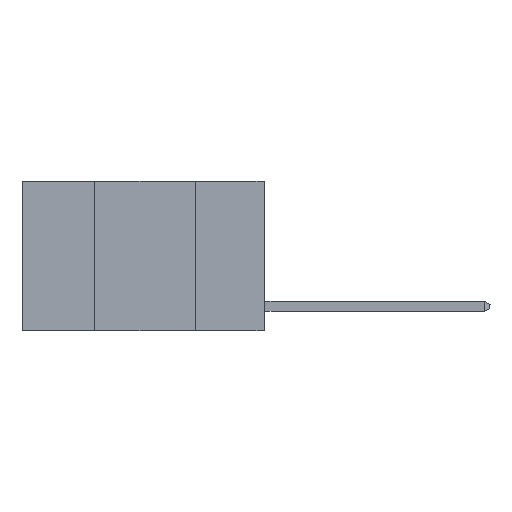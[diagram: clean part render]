
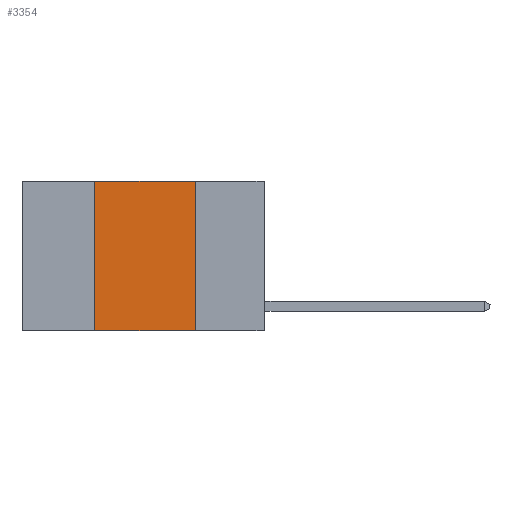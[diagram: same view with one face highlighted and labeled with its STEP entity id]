
A CAD part, left-side view. The second image highlights one B-rep face of the part: STEP entity #3354.
In plain terms, the highlighted planar face has unit normal (-1, 0, 0).
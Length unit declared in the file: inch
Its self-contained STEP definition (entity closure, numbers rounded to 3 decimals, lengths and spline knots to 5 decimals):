
#194 = CARTESIAN_POINT ( 'NONE',  ( 0., 0.17, 0. ) ) ;
#428 = CARTESIAN_POINT ( 'NONE',  ( 0., 0.17, -0.37 ) ) ;
#548 = ORIENTED_EDGE ( 'NONE', *, *, #1740, .F. ) ;
#596 = VERTEX_POINT ( 'NONE', #428 ) ;
#1069 = EDGE_CURVE ( 'NONE', #11025, #596, #3887, .T. ) ;
#1521 = VERTEX_POINT ( 'NONE', #7572 ) ;
#1537 = VERTEX_POINT ( 'NONE', #4760 ) ;
#1562 = CARTESIAN_POINT ( 'NONE',  ( 0., 0.6, 0. ) ) ;
#1740 = EDGE_CURVE ( 'NONE', #1537, #1521, #3105, .T. ) ;
#2146 = VECTOR ( 'NONE', #2258, 39.37008 ) ;
#2160 = PLANE ( 'NONE',  #2944 ) ;
#2258 = DIRECTION ( 'NONE',  ( 0., -1., 0. ) ) ;
#2944 = AXIS2_PLACEMENT_3D ( 'NONE', #7855, #3154, #9763 ) ;
#2988 = EDGE_CURVE ( 'NONE', #1521, #11025, #6623, .T. ) ;
#3105 = LINE ( 'NONE', #5131, #10346 ) ;
#3154 = DIRECTION ( 'NONE',  ( 1., 0., 0. ) ) ;
#3354 = ADVANCED_FACE ( 'NONE', ( #7507 ), #2160, .F. ) ;
#3398 = EDGE_CURVE ( 'NONE', #1537, #596, #4414, .T. ) ;
#3887 = LINE ( 'NONE', #194, #9477 ) ;
#4138 = VECTOR ( 'NONE', #4531, 39.37008 ) ;
#4414 = LINE ( 'NONE', #7933, #2146 ) ;
#4531 = DIRECTION ( 'NONE',  ( 0., -1., 0. ) ) ;
#4760 = CARTESIAN_POINT ( 'NONE',  ( 0., 0.42, -0.37 ) ) ;
#5131 = CARTESIAN_POINT ( 'NONE',  ( 0., 0.42, 0. ) ) ;
#5379 = ORIENTED_EDGE ( 'NONE', *, *, #1069, .F. ) ;
#5670 = ORIENTED_EDGE ( 'NONE', *, *, #3398, .T. ) ;
#6623 = LINE ( 'NONE', #1562, #4138 ) ;
#6924 = DIRECTION ( 'NONE',  ( 0., 0., -1. ) ) ;
#7507 = FACE_OUTER_BOUND ( 'NONE', #9522, .T. ) ;
#7572 = CARTESIAN_POINT ( 'NONE',  ( 0., 0.42, 0. ) ) ;
#7855 = CARTESIAN_POINT ( 'NONE',  ( 0., 0.6, 0. ) ) ;
#7933 = CARTESIAN_POINT ( 'NONE',  ( 0., 0.6, -0.37 ) ) ;
#9477 = VECTOR ( 'NONE', #6924, 39.37008 ) ;
#9522 = EDGE_LOOP ( 'NONE', ( #5379, #10398, #548, #5670 ) ) ;
#9763 = DIRECTION ( 'NONE',  ( 0., 0., -1. ) ) ;
#10346 = VECTOR ( 'NONE', #10784, 39.37008 ) ;
#10398 = ORIENTED_EDGE ( 'NONE', *, *, #2988, .F. ) ;
#10480 = CARTESIAN_POINT ( 'NONE',  ( 0., 0.17, 0. ) ) ;
#10784 = DIRECTION ( 'NONE',  ( 0., 0., 1. ) ) ;
#11025 = VERTEX_POINT ( 'NONE', #10480 ) ;
